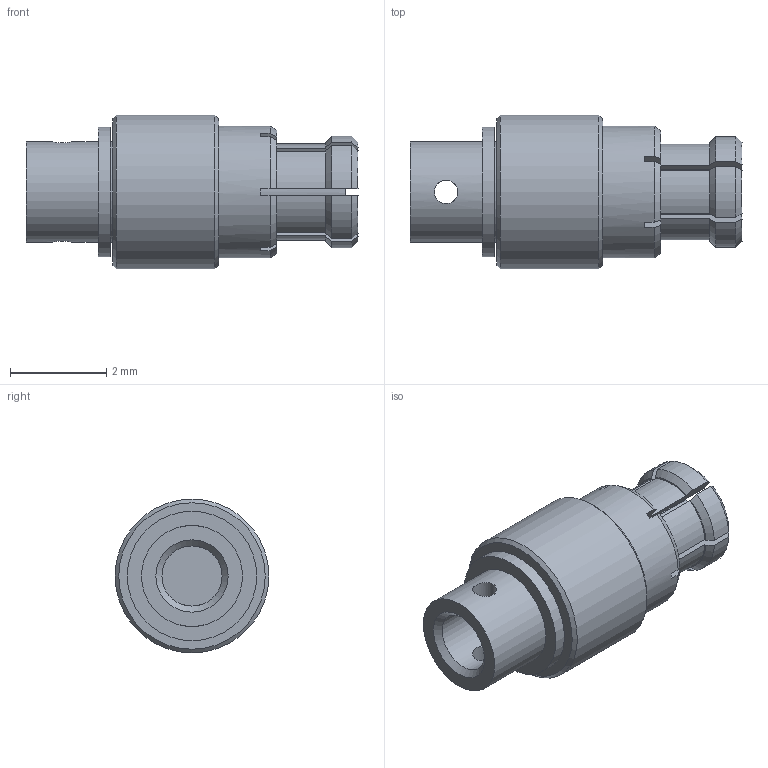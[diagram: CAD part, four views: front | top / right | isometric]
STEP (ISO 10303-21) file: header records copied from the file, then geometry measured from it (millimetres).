
FILE_DESCRIPTION (( 'STEP AP203' ), '1' );
FILE_NAME ('PE44491_3D.step', '2021-01-18T21:51:27', ( '' ), ( '' ), 'SwSTEP 2.0', 'SolidWorks 2018', '' );
FILE_SCHEMA (( 'CONFIG_CONTROL_DESIGN' ));
Length unit declared in the file: inch
Products named in the file (1): PE44491_3D
Bounding box: 6.9 x 3.2 x 3.2 mm (x, y, z)
Volume: 30.5 mm3; surface area: 104.5 mm2
Topology: 1 solids, 1 shells, 98 faces, 269 edges, 178 vertices
Faces by surface type: plane 45, cone 27, cylinder 21, bspline 5
Full cylindrical faces by diameter (mm): 0.492 x2, 1.25 x1, 1.651 x1, 2.1 x2, 2.692 x1, 2.742 x1, 3.2 x1
Entity records: 3779 total; most frequent: CARTESIAN_POINT 1355, ORIENTED_EDGE 496, DIRECTION 462, EDGE_CURVE 248, AXIS2_PLACEMENT_3D 181, VERTEX_POINT 172, EDGE_LOOP 122, FACE_OUTER_BOUND 108
